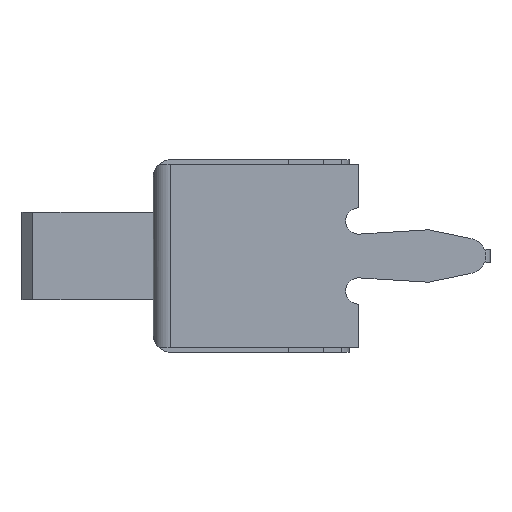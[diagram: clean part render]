
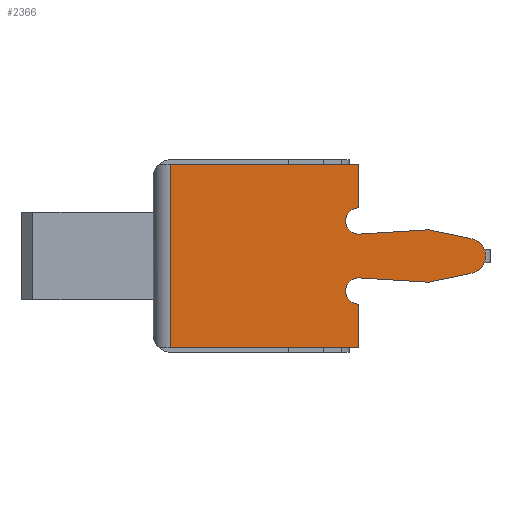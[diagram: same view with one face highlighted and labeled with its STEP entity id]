
A CAD part, left-side view. The second image highlights one B-rep face of the part: STEP entity #2366.
In plain terms, the highlighted planar face has unit normal (-1, 0, 0).
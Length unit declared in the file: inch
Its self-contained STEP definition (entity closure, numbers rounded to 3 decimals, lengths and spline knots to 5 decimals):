
#38 = DIRECTION ( 'NONE',  ( 1., 0., 0. ) ) ;
#92 = VERTEX_POINT ( 'NONE', #1049 ) ;
#152 = VECTOR ( 'NONE', #481, 39.37008 ) ;
#187 = DIRECTION ( 'NONE',  ( 0., 0.979, 0.205 ) ) ;
#217 = CARTESIAN_POINT ( 'NONE',  ( 0.59637, -0.57786, 0.01571 ) ) ;
#221 = CIRCLE ( 'NONE', #1083, 0.01181 ) ;
#247 = AXIS2_PLACEMENT_3D ( 'NONE', #1985, #2809, #1157 ) ;
#251 = CARTESIAN_POINT ( 'NONE',  ( 0.59637, -0.46524, 0.0315 ) ) ;
#301 = ORIENTED_EDGE ( 'NONE', *, *, #4663, .T. ) ;
#303 = CARTESIAN_POINT ( 'NONE',  ( 0.59637, -0.59123, -0.00209 ) ) ;
#328 = EDGE_CURVE ( 'NONE', #92, #1150, #1544, .T. ) ;
#370 = EDGE_CURVE ( 'NONE', #1150, #3694, #3874, .T. ) ;
#381 = VECTOR ( 'NONE', #3786, 39.37008 ) ;
#446 = LINE ( 'NONE', #2502, #1480 ) ;
#469 = DIRECTION ( 'NONE',  ( 0., -1., 0. ) ) ;
#481 = DIRECTION ( 'NONE',  ( 0., 1., 0. ) ) ;
#555 = DIRECTION ( 'NONE',  ( 0., 0., -1. ) ) ;
#579 = VECTOR ( 'NONE', #762, 39.37008 ) ;
#582 = EDGE_CURVE ( 'NONE', #3694, #3049, #1352, .T. ) ;
#636 = DIRECTION ( 'NONE',  ( 0., 0., -1. ) ) ;
#688 = CIRCLE ( 'NONE', #4731, 0.01589 ) ;
#741 = EDGE_CURVE ( 'NONE', #3264, #5350, #3648, .T. ) ;
#762 = DIRECTION ( 'NONE',  ( 0., 0.998, -0.062 ) ) ;
#780 = EDGE_CURVE ( 'NONE', #1251, #5350, #905, .T. ) ;
#890 = ORIENTED_EDGE ( 'NONE', *, *, #3253, .F. ) ;
#905 = LINE ( 'NONE', #3347, #3458 ) ;
#919 = CARTESIAN_POINT ( 'NONE',  ( 0.59637, -0.30776, 0.08268 ) ) ;
#994 = CARTESIAN_POINT ( 'NONE',  ( 0.59637, -0.57548, 0. ) ) ;
#1019 = CARTESIAN_POINT ( 'NONE',  ( 0.59637, -0.57548, 0. ) ) ;
#1025 = AXIS2_PLACEMENT_3D ( 'NONE', #4117, #4922, #1599 ) ;
#1049 = CARTESIAN_POINT ( 'NONE',  ( 0.59637, -0.47705, -0.01969 ) ) ;
#1079 = VECTOR ( 'NONE', #5328, 39.37008 ) ;
#1083 = AXIS2_PLACEMENT_3D ( 'NONE', #3391, #4631, #4661 ) ;
#1086 = CARTESIAN_POINT ( 'NONE',  ( 0.59637, -0.31259, 0.00941 ) ) ;
#1103 = VECTOR ( 'NONE', #187, 39.37008 ) ;
#1144 = ORIENTED_EDGE ( 'NONE', *, *, #5186, .T. ) ;
#1147 = CARTESIAN_POINT ( 'NONE',  ( 0.59637, -0.47705, 0.08661 ) ) ;
#1150 = VERTEX_POINT ( 'NONE', #1941 ) ;
#1157 = DIRECTION ( 'NONE',  ( 0., 0., -1. ) ) ;
#1172 = EDGE_CURVE ( 'NONE', #2264, #1734, #221, .T. ) ;
#1247 = DIRECTION ( 'NONE',  ( 0., 0., -1. ) ) ;
#1251 = VERTEX_POINT ( 'NONE', #919 ) ;
#1318 = CARTESIAN_POINT ( 'NONE',  ( 0.59637, -0.30776, 0.08661 ) ) ;
#1352 = CIRCLE ( 'NONE', #2314, 0.01589 ) ;
#1466 = CARTESIAN_POINT ( 'NONE',  ( 0.59637, -0.30776, -0.08268 ) ) ;
#1475 = CARTESIAN_POINT ( 'NONE',  ( 0.59637, -0.59123, 0.00209 ) ) ;
#1480 = VECTOR ( 'NONE', #2144, 39.37008 ) ;
#1544 = LINE ( 'NONE', #2064, #1707 ) ;
#1599 = DIRECTION ( 'NONE',  ( 0., 0., -1. ) ) ;
#1605 = VERTEX_POINT ( 'NONE', #2152 ) ;
#1668 = CARTESIAN_POINT ( 'NONE',  ( 0.59637, -0.59123, -0.08268 ) ) ;
#1707 = VECTOR ( 'NONE', #3655, 39.37008 ) ;
#1715 = CARTESIAN_POINT ( 'NONE',  ( 0.59637, -0.33962, -0.06558 ) ) ;
#1732 = VECTOR ( 'NONE', #2929, 39.37008 ) ;
#1734 = VERTEX_POINT ( 'NONE', #251 ) ;
#1736 = FACE_OUTER_BOUND ( 'NONE', #5267, .T. ) ;
#1941 = CARTESIAN_POINT ( 'NONE',  ( 0.59637, -0.54004, -0.02362 ) ) ;
#1985 = CARTESIAN_POINT ( 'NONE',  ( 0.59637, -0.47705, 0.0315 ) ) ;
#2060 = VERTEX_POINT ( 'NONE', #217 ) ;
#2064 = CARTESIAN_POINT ( 'NONE',  ( 0.59637, -0.3018, -0.00873 ) ) ;
#2114 = DIRECTION ( 'NONE',  ( 0., 1., 0. ) ) ;
#2133 = CARTESIAN_POINT ( 'NONE',  ( 0.59637, -0.47705, 0.04331 ) ) ;
#2144 = DIRECTION ( 'NONE',  ( 0., 0., -1. ) ) ;
#2152 = CARTESIAN_POINT ( 'NONE',  ( 0.59637, -0.47705, -0.08268 ) ) ;
#2167 = VECTOR ( 'NONE', #1247, 39.37008 ) ;
#2195 = EDGE_CURVE ( 'NONE', #5209, #2264, #2818, .T. ) ;
#2264 = VERTEX_POINT ( 'NONE', #5294 ) ;
#2314 = AXIS2_PLACEMENT_3D ( 'NONE', #1019, #4004, #555 ) ;
#2319 = ORIENTED_EDGE ( 'NONE', *, *, #741, .T. ) ;
#2366 = ADVANCED_FACE ( 'NONE', ( #1736 ), #3780, .F. ) ;
#2416 = CARTESIAN_POINT ( 'NONE',  ( 0.59637, -0.47705, -0.04331 ) ) ;
#2422 = ORIENTED_EDGE ( 'NONE', *, *, #4783, .T. ) ;
#2502 = CARTESIAN_POINT ( 'NONE',  ( 0.59637, -0.30776, 0.08661 ) ) ;
#2626 = DIRECTION ( 'NONE',  ( -1., 0., 0. ) ) ;
#2809 = DIRECTION ( 'NONE',  ( 1., 0., 0. ) ) ;
#2818 = LINE ( 'NONE', #1086, #579 ) ;
#2870 = VERTEX_POINT ( 'NONE', #1466 ) ;
#2929 = DIRECTION ( 'NONE',  ( 0., 0., 1. ) ) ;
#2934 = ORIENTED_EDGE ( 'NONE', *, *, #328, .T. ) ;
#3046 = CARTESIAN_POINT ( 'NONE',  ( 0.59637, -0.30488, 0.07285 ) ) ;
#3049 = VERTEX_POINT ( 'NONE', #303 ) ;
#3135 = ORIENTED_EDGE ( 'NONE', *, *, #582, .T. ) ;
#3248 = ORIENTED_EDGE ( 'NONE', *, *, #3807, .T. ) ;
#3253 = EDGE_CURVE ( 'NONE', #3428, #3049, #4246, .T. ) ;
#3264 = VERTEX_POINT ( 'NONE', #2133 ) ;
#3266 = EDGE_CURVE ( 'NONE', #1605, #4999, #3427, .T. ) ;
#3340 = ORIENTED_EDGE ( 'NONE', *, *, #3361, .T. ) ;
#3347 = CARTESIAN_POINT ( 'NONE',  ( 0.59637, -0.30776, 0.08268 ) ) ;
#3361 = EDGE_CURVE ( 'NONE', #2060, #5209, #4280, .T. ) ;
#3391 = CARTESIAN_POINT ( 'NONE',  ( 0.59637, -0.47705, 0.0315 ) ) ;
#3427 = LINE ( 'NONE', #5019, #1732 ) ;
#3428 = VERTEX_POINT ( 'NONE', #1475 ) ;
#3458 = VECTOR ( 'NONE', #469, 39.37008 ) ;
#3639 = EDGE_CURVE ( 'NONE', #1605, #2870, #5075, .T. ) ;
#3648 = LINE ( 'NONE', #1147, #1079 ) ;
#3655 = DIRECTION ( 'NONE',  ( 0., -0.998, -0.062 ) ) ;
#3694 = VERTEX_POINT ( 'NONE', #4715 ) ;
#3700 = DIRECTION ( 'NONE',  ( 1., 0., 0. ) ) ;
#3740 = DIRECTION ( 'NONE',  ( 0., 0., -1. ) ) ;
#3780 = PLANE ( 'NONE',  #3988 ) ;
#3783 = CARTESIAN_POINT ( 'NONE',  ( 0.59637, -0.54004, 0.02362 ) ) ;
#3786 = DIRECTION ( 'NONE',  ( 0., -0.979, 0.205 ) ) ;
#3807 = EDGE_CURVE ( 'NONE', #4002, #92, #3830, .T. ) ;
#3830 = CIRCLE ( 'NONE', #1025, 0.01181 ) ;
#3832 = CARTESIAN_POINT ( 'NONE',  ( 0.59637, -0.59123, 0.08661 ) ) ;
#3874 = LINE ( 'NONE', #1715, #381 ) ;
#3927 = AXIS2_PLACEMENT_3D ( 'NONE', #4182, #38, #3740 ) ;
#3985 = ORIENTED_EDGE ( 'NONE', *, *, #4889, .T. ) ;
#3988 = AXIS2_PLACEMENT_3D ( 'NONE', #1318, #3700, #2114 ) ;
#4002 = VERTEX_POINT ( 'NONE', #4074 ) ;
#4004 = DIRECTION ( 'NONE',  ( -1., 0., 0. ) ) ;
#4074 = CARTESIAN_POINT ( 'NONE',  ( 0.59637, -0.46524, -0.0315 ) ) ;
#4117 = CARTESIAN_POINT ( 'NONE',  ( 0.59637, -0.47705, -0.0315 ) ) ;
#4182 = CARTESIAN_POINT ( 'NONE',  ( 0.59637, -0.47705, -0.0315 ) ) ;
#4209 = CARTESIAN_POINT ( 'NONE',  ( 0.59637, -0.47705, 0.08268 ) ) ;
#4246 = LINE ( 'NONE', #3832, #2167 ) ;
#4280 = LINE ( 'NONE', #3046, #1103 ) ;
#4410 = ORIENTED_EDGE ( 'NONE', *, *, #1172, .T. ) ;
#4456 = CIRCLE ( 'NONE', #3927, 0.01181 ) ;
#4523 = ORIENTED_EDGE ( 'NONE', *, *, #370, .T. ) ;
#4631 = DIRECTION ( 'NONE',  ( 1., 0., 0. ) ) ;
#4661 = DIRECTION ( 'NONE',  ( 0., 0., -1. ) ) ;
#4663 = EDGE_CURVE ( 'NONE', #1734, #3264, #4813, .T. ) ;
#4715 = CARTESIAN_POINT ( 'NONE',  ( 0.59637, -0.57786, -0.01571 ) ) ;
#4731 = AXIS2_PLACEMENT_3D ( 'NONE', #994, #2626, #636 ) ;
#4783 = EDGE_CURVE ( 'NONE', #4999, #4002, #4456, .T. ) ;
#4813 = CIRCLE ( 'NONE', #247, 0.01181 ) ;
#4889 = EDGE_CURVE ( 'NONE', #3428, #2060, #688, .T. ) ;
#4922 = DIRECTION ( 'NONE',  ( 1., 0., 0. ) ) ;
#4982 = ORIENTED_EDGE ( 'NONE', *, *, #780, .F. ) ;
#4999 = VERTEX_POINT ( 'NONE', #2416 ) ;
#5019 = CARTESIAN_POINT ( 'NONE',  ( 0.59637, -0.47705, 0.08661 ) ) ;
#5075 = LINE ( 'NONE', #1668, #152 ) ;
#5186 = EDGE_CURVE ( 'NONE', #1251, #2870, #446, .T. ) ;
#5201 = ORIENTED_EDGE ( 'NONE', *, *, #3266, .T. ) ;
#5209 = VERTEX_POINT ( 'NONE', #3783 ) ;
#5249 = ORIENTED_EDGE ( 'NONE', *, *, #3639, .F. ) ;
#5267 = EDGE_LOOP ( 'NONE', ( #4523, #3135, #890, #3985, #3340, #5280, #4410, #301, #2319, #4982, #1144, #5249, #5201, #2422, #3248, #2934 ) ) ;
#5280 = ORIENTED_EDGE ( 'NONE', *, *, #2195, .T. ) ;
#5294 = CARTESIAN_POINT ( 'NONE',  ( 0.59637, -0.47705, 0.01969 ) ) ;
#5328 = DIRECTION ( 'NONE',  ( 0., 0., 1. ) ) ;
#5350 = VERTEX_POINT ( 'NONE', #4209 ) ;
